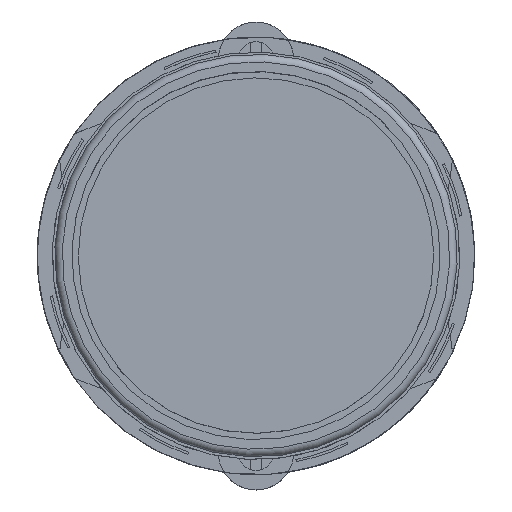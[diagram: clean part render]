
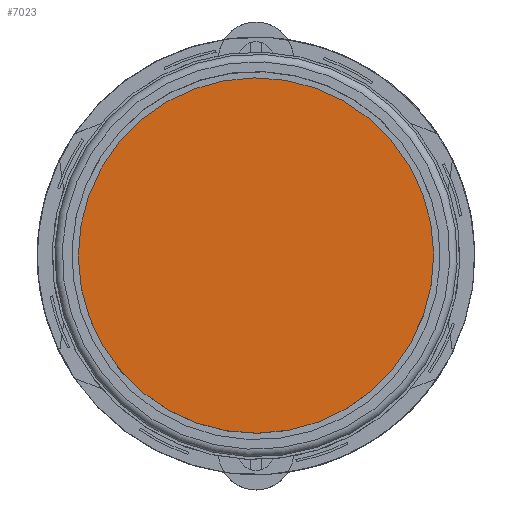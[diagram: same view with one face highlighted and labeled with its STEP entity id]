
A CAD part, top view. The second image highlights one B-rep face of the part: STEP entity #7023.
In plain terms, the highlighted planar face has unit normal (0, 0, 1).
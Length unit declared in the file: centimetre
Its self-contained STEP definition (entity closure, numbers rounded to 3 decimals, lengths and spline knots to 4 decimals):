
#278=CIRCLE('',#7449,1.1775);
#723=FACE_OUTER_BOUND('',#1170,.T.);
#1170=EDGE_LOOP('',(#5437));
#3128=VERTEX_POINT('',#11251);
#3953=EDGE_CURVE('',#3128,#3128,#278,.T.);
#5437=ORIENTED_EDGE('',*,*,#3953,.F.);
#6671=PLANE('',#7450);
#7023=ADVANCED_FACE('',(#723),#6671,.F.);
#7449=AXIS2_PLACEMENT_3D('',#11252,#8479,#8480);
#7450=AXIS2_PLACEMENT_3D('',#11254,#8482,#8483);
#8479=DIRECTION('center_axis',(0.,0.,
-1.));
#8480=DIRECTION('ref_axis',(-0.943,0.334,0.));
#8482=DIRECTION('center_axis',(0.,0.,
-1.));
#8483=DIRECTION('ref_axis',(-0.943,0.334,0.));
#11251=CARTESIAN_POINT('',(1.1099,-0.3933,3.6168));
#11252=CARTESIAN_POINT('Origin',(0.,0.,
3.6168));
#11254=CARTESIAN_POINT('Origin',(0.,0.,
3.6168));
